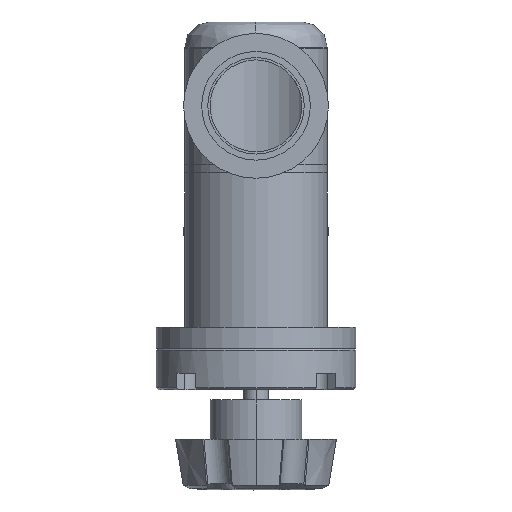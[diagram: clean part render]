
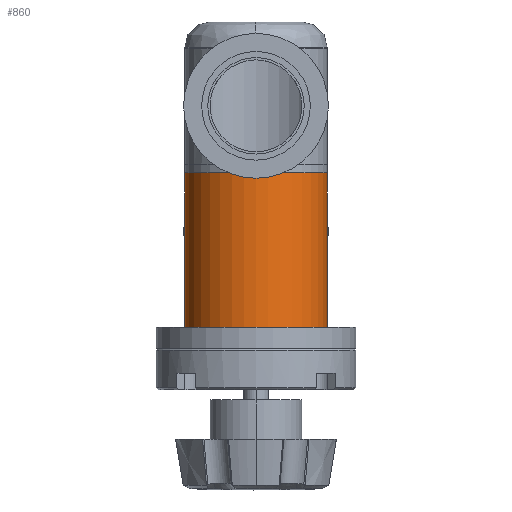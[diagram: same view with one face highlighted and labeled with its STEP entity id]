
A CAD part, front view. The second image highlights one B-rep face of the part: STEP entity #860.
In plain terms, the highlighted cylindrical face has radius 26.988 mm (diameter 53.975 mm), a partial arc.
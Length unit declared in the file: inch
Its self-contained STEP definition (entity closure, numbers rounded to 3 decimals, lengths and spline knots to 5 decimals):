
#449 = EDGE_CURVE ( 'NONE', #4096, #4611, #6316, .T. ) ;
#546 = VERTEX_POINT ( 'NONE', #6089 ) ;
#602 = DIRECTION ( 'NONE',  ( 0., 0., 1. ) ) ;
#860 = ADVANCED_FACE ( 'NONE', ( #7969 ), #10454, .T. ) ;
#927 = ORIENTED_EDGE ( 'NONE', *, *, #449, .T. ) ;
#995 = DIRECTION ( 'NONE',  ( 0., 0., 1. ) ) ;
#1034 = VECTOR ( 'NONE', #995, 39.37008 ) ;
#1781 = ORIENTED_EDGE ( 'NONE', *, *, #7766, .F. ) ;
#4096 = VERTEX_POINT ( 'NONE', #10089 ) ;
#4156 = EDGE_CURVE ( 'NONE', #4611, #546, #12907, .T. ) ;
#4549 = LINE ( 'NONE', #9025, #7076 ) ;
#4611 = VERTEX_POINT ( 'NONE', #10313 ) ;
#4722 = EDGE_CURVE ( 'NONE', #5613, #4096, #6430, .T. ) ;
#5160 = DIRECTION ( 'NONE',  ( 0., 0., 1. ) ) ;
#5613 = VERTEX_POINT ( 'NONE', #13494 ) ;
#5853 = ORIENTED_EDGE ( 'NONE', *, *, #4156, .T. ) ;
#6089 = CARTESIAN_POINT ( 'NONE',  ( -1.0625, 0., 0. ) ) ;
#6316 = LINE ( 'NONE', #9748, #1034 ) ;
#6430 = CIRCLE ( 'NONE', #7238, 1.0625 ) ;
#6438 = EDGE_LOOP ( 'NONE', ( #1781, #12949, #927, #5853 ) ) ;
#7049 = DIRECTION ( 'NONE',  ( 1., 0., 0. ) ) ;
#7076 = VECTOR ( 'NONE', #602, 39.37008 ) ;
#7090 = DIRECTION ( 'NONE',  ( 0., 0., 1. ) ) ;
#7132 = CARTESIAN_POINT ( 'NONE',  ( 0., 0., -2.34 ) ) ;
#7238 = AXIS2_PLACEMENT_3D ( 'NONE', #7132, #7090, #7049 ) ;
#7276 = DIRECTION ( 'NONE',  ( 1., 0., 0. ) ) ;
#7316 = DIRECTION ( 'NONE',  ( 0., 0., -1. ) ) ;
#7356 = CARTESIAN_POINT ( 'NONE',  ( 0., 0., 0. ) ) ;
#7766 = EDGE_CURVE ( 'NONE', #5613, #546, #4549, .T. ) ;
#7969 = FACE_OUTER_BOUND ( 'NONE', #6438, .T. ) ;
#9025 = CARTESIAN_POINT ( 'NONE',  ( -1.0625, 0., -2.36 ) ) ;
#9171 = AXIS2_PLACEMENT_3D ( 'NONE', #7356, #7316, #7276 ) ;
#9748 = CARTESIAN_POINT ( 'NONE',  ( 1.0625, 0., -2.36 ) ) ;
#10089 = CARTESIAN_POINT ( 'NONE',  ( 1.0625, 0., -2.34 ) ) ;
#10235 = DIRECTION ( 'NONE',  ( 1., 0., 0. ) ) ;
#10313 = CARTESIAN_POINT ( 'NONE',  ( 1.0625, 0., 0. ) ) ;
#10454 = CYLINDRICAL_SURFACE ( 'NONE', #11456, 1.0625 ) ;
#11456 = AXIS2_PLACEMENT_3D ( 'NONE', #12142, #5160, #10235 ) ;
#12142 = CARTESIAN_POINT ( 'NONE',  ( 0., 0., -2.36 ) ) ;
#12907 = CIRCLE ( 'NONE', #9171, 1.0625 ) ;
#12949 = ORIENTED_EDGE ( 'NONE', *, *, #4722, .T. ) ;
#13494 = CARTESIAN_POINT ( 'NONE',  ( -1.0625, 0., -2.34 ) ) ;
